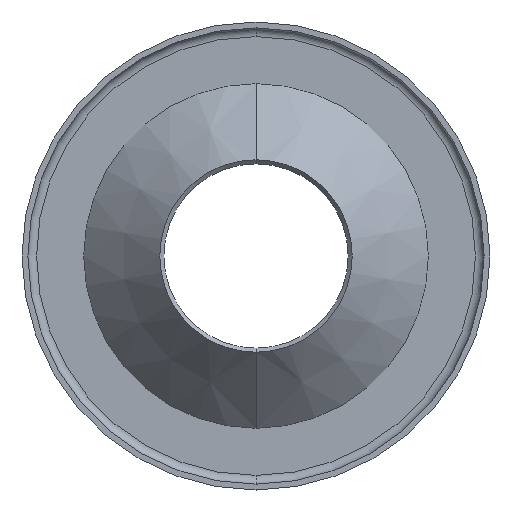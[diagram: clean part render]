
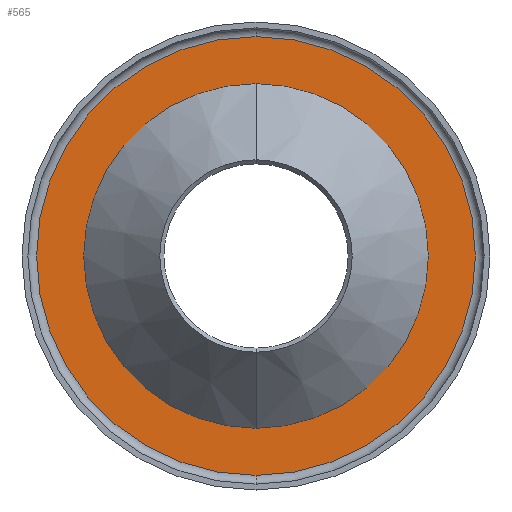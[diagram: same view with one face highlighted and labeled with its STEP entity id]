
A CAD part, front view. The second image highlights one B-rep face of the part: STEP entity #565.
In plain terms, the highlighted planar face has unit normal (0, -1, 0).
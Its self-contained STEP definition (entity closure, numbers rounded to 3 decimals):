
#8 = DIRECTION ( 'NONE',  ( 0., 1., 0. ) ) ;
#16 = CARTESIAN_POINT ( 'NONE',  ( 0., 3., 0. ) ) ;
#37 = DIRECTION ( 'NONE',  ( 0., 0., 1. ) ) ;
#38 = CARTESIAN_POINT ( 'NONE',  ( 0., 3., 0. ) ) ;
#46 = DIRECTION ( 'NONE',  ( 0., 1., 0. ) ) ;
#47 = DIRECTION ( 'NONE',  ( 0., 0., 1. ) ) ;
#101 = FACE_OUTER_BOUND ( 'NONE', #425, .T. ) ;
#122 = VERTEX_POINT ( 'NONE', #470 ) ;
#136 = FACE_BOUND ( 'NONE', #416, .T. ) ;
#182 = DIRECTION ( 'NONE',  ( 0., 0., -1. ) ) ;
#186 = DIRECTION ( 'NONE',  ( 0., -1., 0. ) ) ;
#190 = CARTESIAN_POINT ( 'NONE',  ( 0., 3., 7.5 ) ) ;
#197 = PLANE ( 'NONE',  #284 ) ;
#232 = DIRECTION ( 'NONE',  ( 0., 0., 1. ) ) ;
#233 = DIRECTION ( 'NONE',  ( 0., 1., 0. ) ) ;
#235 = CARTESIAN_POINT ( 'NONE',  ( 0., 3., 0. ) ) ;
#236 = DIRECTION ( 'NONE',  ( 0., 0., 1. ) ) ;
#237 = DIRECTION ( 'NONE',  ( 0., 1., 0. ) ) ;
#238 = CARTESIAN_POINT ( 'NONE',  ( 0., 3., 0. ) ) ;
#273 = ORIENTED_EDGE ( 'NONE', *, *, #541, .T. ) ;
#274 = ORIENTED_EDGE ( 'NONE', *, *, #572, .T. ) ;
#275 = ORIENTED_EDGE ( 'NONE', *, *, #571, .F. ) ;
#277 = ORIENTED_EDGE ( 'NONE', *, *, #545, .F. ) ;
#283 = AXIS2_PLACEMENT_3D ( 'NONE', #16, #46, #47 ) ;
#284 = AXIS2_PLACEMENT_3D ( 'NONE', #190, #186, #182 ) ;
#288 = CIRCLE ( 'NONE', #319, 7.5 ) ;
#312 = CIRCLE ( 'NONE', #283, 7.5 ) ;
#319 = AXIS2_PLACEMENT_3D ( 'NONE', #238, #237, #236 ) ;
#325 = AXIS2_PLACEMENT_3D ( 'NONE', #38, #8, #37 ) ;
#333 = CIRCLE ( 'NONE', #325, 5.891 ) ;
#358 = CIRCLE ( 'NONE', #367, 5.891 ) ;
#367 = AXIS2_PLACEMENT_3D ( 'NONE', #235, #233, #232 ) ;
#395 = VERTEX_POINT ( 'NONE', #479 ) ;
#398 = VERTEX_POINT ( 'NONE', #483 ) ;
#403 = VERTEX_POINT ( 'NONE', #488 ) ;
#416 = EDGE_LOOP ( 'NONE', ( #273, #274 ) ) ;
#425 = EDGE_LOOP ( 'NONE', ( #275, #277 ) ) ;
#470 = CARTESIAN_POINT ( 'NONE',  ( 0., 3., -5.891 ) ) ;
#479 = CARTESIAN_POINT ( 'NONE',  ( 0., 3., 5.891 ) ) ;
#483 = CARTESIAN_POINT ( 'NONE',  ( 0., 3., 7.5 ) ) ;
#488 = CARTESIAN_POINT ( 'NONE',  ( 0., 3., -7.5 ) ) ;
#541 = EDGE_CURVE ( 'NONE', #395, #122, #333, .T. ) ;
#545 = EDGE_CURVE ( 'NONE', #403, #398, #312, .T. ) ;
#565 = ADVANCED_FACE ( 'NONE', ( #136, #101 ), #197, .T. ) ;
#571 = EDGE_CURVE ( 'NONE', #398, #403, #288, .T. ) ;
#572 = EDGE_CURVE ( 'NONE', #122, #395, #358, .T. ) ;
